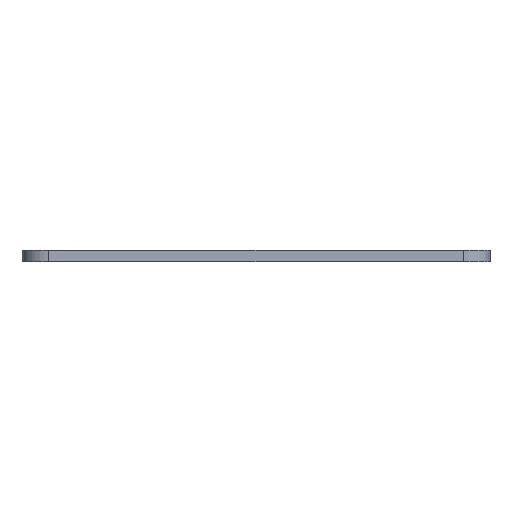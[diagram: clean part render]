
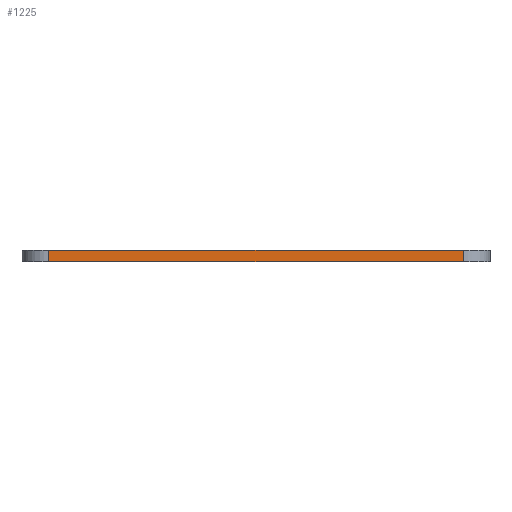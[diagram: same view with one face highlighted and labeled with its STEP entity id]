
A CAD part, top view. The second image highlights one B-rep face of the part: STEP entity #1225.
In plain terms, the highlighted planar face has unit normal (0, 0, 1).
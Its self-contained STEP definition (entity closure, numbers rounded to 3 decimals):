
#41=PLANE('',#1349);
#83=FACE_OUTER_BOUND('',#167,.T.);
#167=EDGE_LOOP('',(#977,#978,#979,#980));
#228=LINE('',#1783,#360);
#261=LINE('',#1893,#393);
#267=LINE('',#1906,#399);
#301=LINE('',#2014,#433);
#360=VECTOR('',#1426,10.);
#393=VECTOR('',#1505,10.);
#399=VECTOR('',#1515,10.);
#433=VECTOR('',#1597,10.);
#542=VERTEX_POINT('',#1780);
#543=VERTEX_POINT('',#1782);
#597=VERTEX_POINT('',#1891);
#602=VERTEX_POINT('',#1904);
#664=EDGE_CURVE('',#543,#542,#228,.T.);
#719=EDGE_CURVE('',#597,#542,#261,.T.);
#726=EDGE_CURVE('',#602,#597,#267,.T.);
#781=EDGE_CURVE('',#543,#602,#301,.T.);
#977=ORIENTED_EDGE('',*,*,#719,.F.);
#978=ORIENTED_EDGE('',*,*,#726,.F.);
#979=ORIENTED_EDGE('',*,*,#781,.F.);
#980=ORIENTED_EDGE('',*,*,#664,.T.);
#1225=ADVANCED_FACE('',(#83),#41,.T.);
#1349=AXIS2_PLACEMENT_3D('',#2015,#1598,#1599);
#1426=DIRECTION('',(1.,0.,0.));
#1505=DIRECTION('',(0.,-1.,0.));
#1515=DIRECTION('',(1.,0.,0.));
#1597=DIRECTION('',(0.,1.,0.));
#1598=DIRECTION('center_axis',(0.,0.,1.));
#1599=DIRECTION('ref_axis',(1.,0.,0.));
#1780=CARTESIAN_POINT('',(82.674,0.,62.124));
#1782=CARTESIAN_POINT('',(-25.566,0.,62.124));
#1783=CARTESIAN_POINT('',(-32.566,0.,62.124));
#1891=CARTESIAN_POINT('',(82.674,3.,62.124));
#1893=CARTESIAN_POINT('',(82.674,0.,62.124));
#1904=CARTESIAN_POINT('',(-25.566,3.,62.124));
#1906=CARTESIAN_POINT('',(-32.566,3.,62.124));
#2014=CARTESIAN_POINT('',(-25.566,0.,62.124));
#2015=CARTESIAN_POINT('Origin',(-32.566,0.,62.124));
